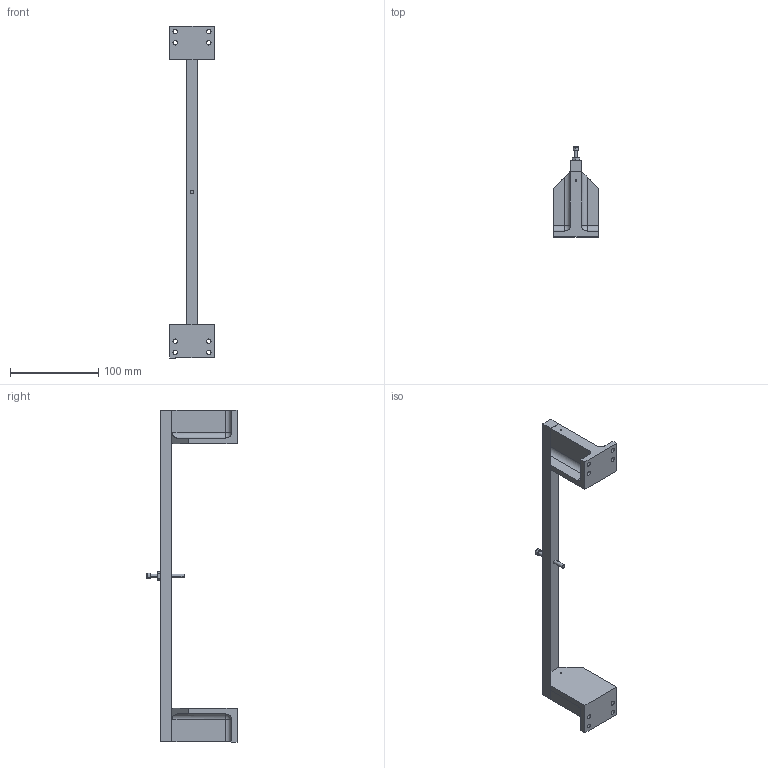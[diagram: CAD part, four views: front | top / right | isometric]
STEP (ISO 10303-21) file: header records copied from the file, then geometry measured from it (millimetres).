
FILE_DESCRIPTION (( 'STEP AP203' ), '1' );
FILE_NAME ('D070145-v3.STEP', '2013-02-25T16:49:55', ( 'Dwayne Giardina' ), ( 'Microsoft' ), 'SwSTEP 2.0', 'SolidWorks 2013', '' );
FILE_SCHEMA (( 'CONFIG_CONTROL_DESIGN' ));
Length unit declared in the file: inch
Products named in the file (7): D070147_Blade_Guard_Riser_OMC; Helicoil_#8-32 X 0.328 LONG; SST_Socketheadcapscrew_SHCS #8-32  X 0.625; SST_SocketHeadCapScrew,_Fully_Threaded_SHCS #8-32  X 1.5; Ag-SST_HexNut_HN No. 8; D070145-v3; D070146_Blade_Guard_Crosspiece_OMC
Assembly tree (13 placements, depth 2):
  D070145-v3
    D070146_Blade_Guard_Crosspiece_OMC
    D070147_Blade_Guard_Riser_OMC  x2
    Helicoil_#8-32 X 0.328 LONG  x4
    SST_Socketheadcapscrew_SHCS #8-32  X 0.625  x4
    SST_SocketHeadCapScrew,_Fully_Threaded_SHCS #8-32  X 1.5
    Ag-SST_HexNut_HN No. 8
Bounding box: 50.8 x 101.91 x 375.4 mm (x, y, z)
Volume: 181498.1 mm3; surface area: 55991 mm2
Topology: 13 solids, 13 shells, 278 faces, 676 edges, 422 vertices
Faces by surface type: plane 118, cylinder 100, cone 54, sphere 4, torus 2
Entity records: 5576 total; most frequent: CARTESIAN_POINT 1010, DIRECTION 785, ORIENTED_EDGE 734, EDGE_CURVE 367, AXIS2_PLACEMENT_3D 305, VERTEX_POINT 232, EDGE_LOOP 185, LINE 175
